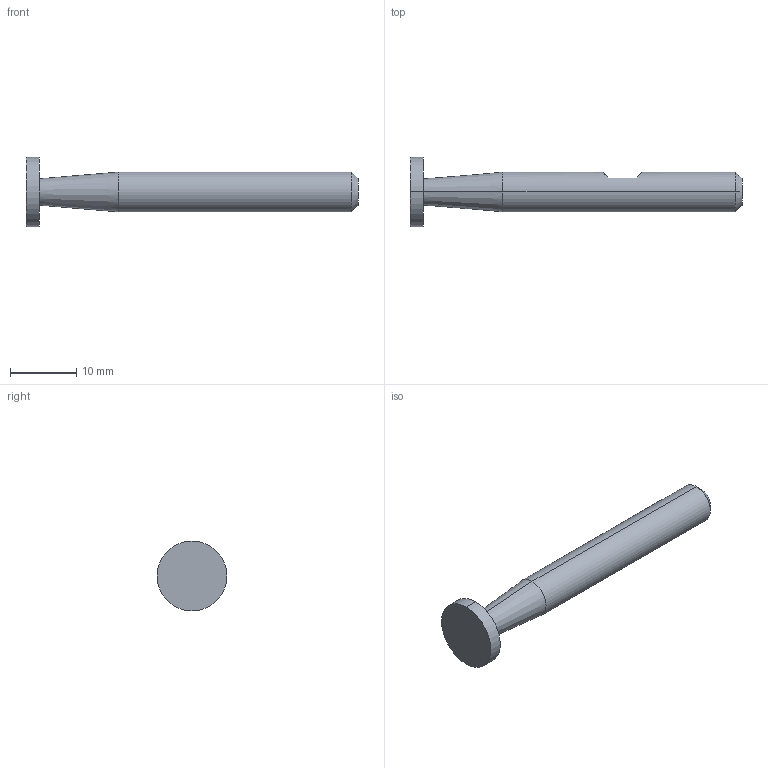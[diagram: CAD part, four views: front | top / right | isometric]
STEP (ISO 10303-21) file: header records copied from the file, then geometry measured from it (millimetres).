
FILE_DESCRIPTION (( 'STEP AP214' ), '1' );
FILE_NAME ('MTS.200.10.N.06 B SY.STEP', '2020-09-14T07:19:39', ( '' ), ( '' ), 'SwSTEP 2.0', 'SolidWorks 2019', '' );
FILE_SCHEMA (( 'AUTOMOTIVE_DESIGN' ));
Length unit declared in the file: millimetre
Products named in the file (1): MTS.200.10.N.06 B SY
Bounding box: 50 x 10.5 x 10.5 mm (x, y, z)
Volume: 1405.8 mm3; surface area: 1109.2 mm2
Topology: 1 solids, 1 shells, 14 faces, 26 edges, 16 vertices
Faces by surface type: plane 6, cylinder 4, cone 4
Entity records: 384 total; most frequent: DIRECTION 66, CARTESIAN_POINT 63, ORIENTED_EDGE 52, AXIS2_PLACEMENT_3D 27, EDGE_CURVE 26, VERTEX_POINT 16, EDGE_LOOP 16, FACE_OUTER_BOUND 14
